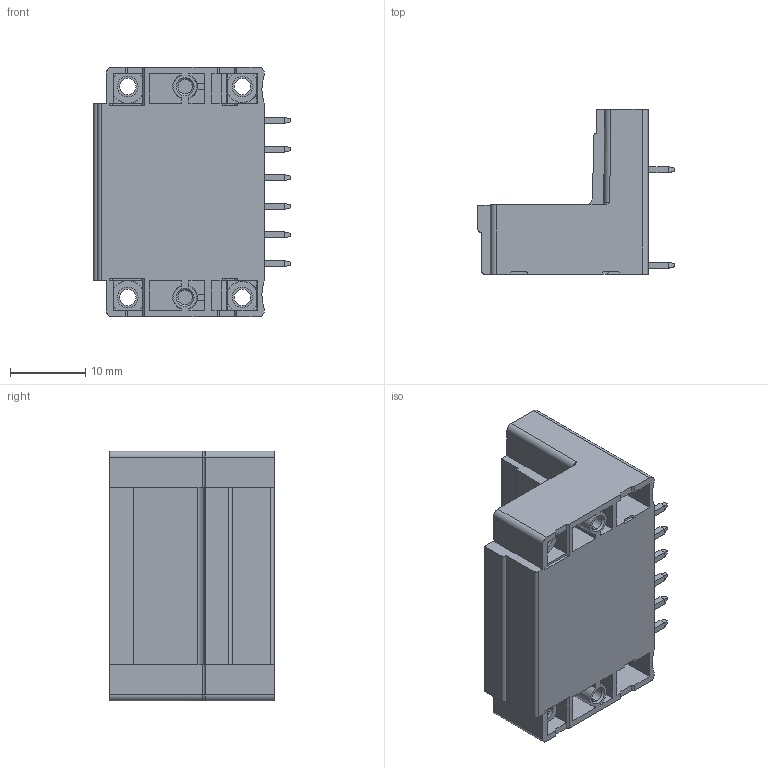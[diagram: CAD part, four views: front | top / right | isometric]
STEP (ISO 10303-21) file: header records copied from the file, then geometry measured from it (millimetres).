
FILE_DESCRIPTION((''),'2;1');
FILE_NAME('TLPHDW-105R-1','2024-09-24T10:27:31',('sheji109'),(''),'CREO PARAMETRIC BY PTC INC, 2018100','CREO PARAMETRIC BY PTC INC, 2018100','');
FILE_SCHEMA(('CONFIG_CONTROL_DESIGN'));
Length unit declared in the file: millimetre
Products named in the file (1): TLPHDW-105R-1
Bounding box: 26.2 x 21.9 x 33.25 mm (x, y, z)
Volume: 6839.5 mm3; surface area: 8210.7 mm2
Topology: 1 solids, 1 shells, 1121 faces, 3043 edges, 1969 vertices
Faces by surface type: plane 866, cylinder 227, cone 20, sphere 6, bspline 2
Entity records: 35062 total; most frequent: CARTESIAN_POINT 6499, ORIENTED_EDGE 6074, DIRECTION 5696, EDGE_CURVE 3037, VECTOR 2464, LINE 2464, VERTEX_POINT 1969, AXIS2_PLACEMENT_3D 1616
